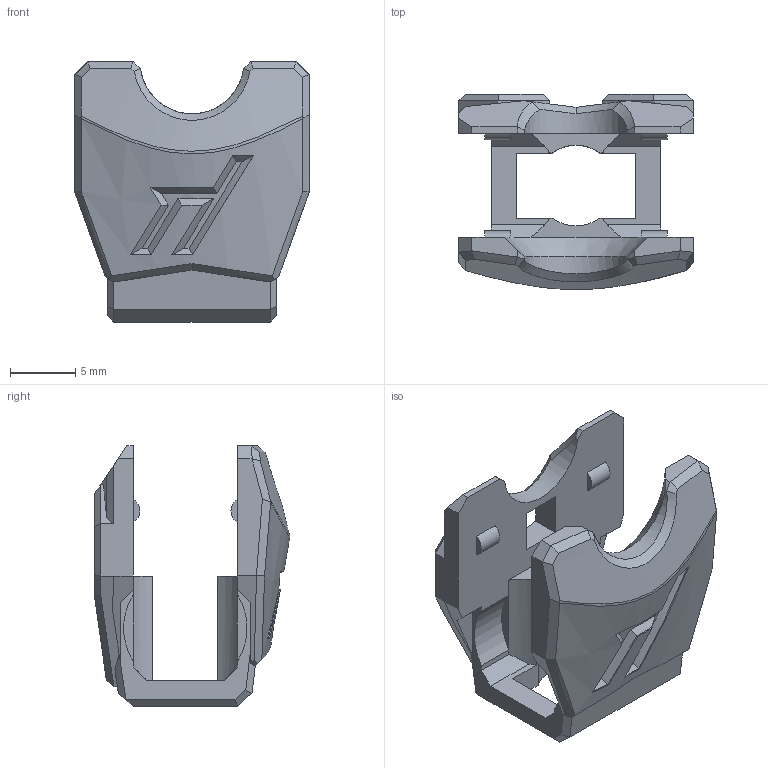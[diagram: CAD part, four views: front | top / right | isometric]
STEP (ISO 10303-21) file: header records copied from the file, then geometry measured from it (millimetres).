
FILE_DESCRIPTION(/* description */ (''),/* implementation_level */ '2;1');
FILE_NAME(/* name */ 'armor, outer chest v1.step',/* time_stamp */ '2025-09-09T14:09:43-07:00',/* author */ (''),/* organization */ (''),/* preprocessor_version */ 'ST-DEVELOPER v20.1',/* originating_system */ 'Autodesk Translation Framework v14.10.0.0',/* authorisation */ '');
FILE_SCHEMA (('AUTOMOTIVE_DESIGN { 1 0 10303 214 3 1 1 }'));
Length unit declared in the file: millimetre
Products named in the file (1): armor, outer chest
Bounding box: 18 x 15.02 x 20 mm (x, y, z)
Volume: 1558.8 mm3; surface area: 1654.2 mm2
Topology: 1 solids, 1 shells, 193 faces, 538 edges, 350 vertices
Faces by surface type: plane 142, bspline 34, cylinder 16, cone 1
Entity records: 6950 total; most frequent: CARTESIAN_POINT 2315, ORIENTED_EDGE 1076, DIRECTION 750, EDGE_CURVE 538, LINE 360, VECTOR 360, VERTEX_POINT 350, EDGE_LOOP 200
